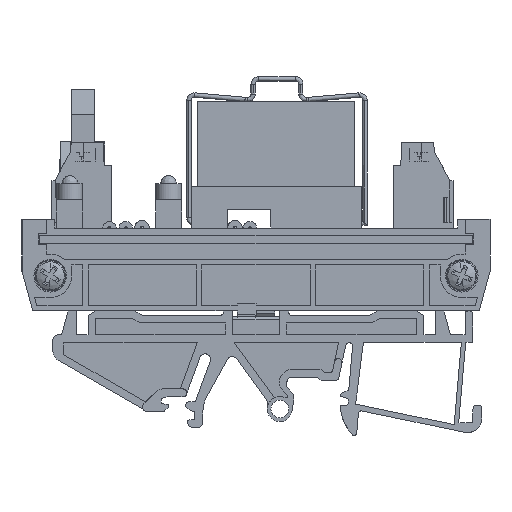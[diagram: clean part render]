
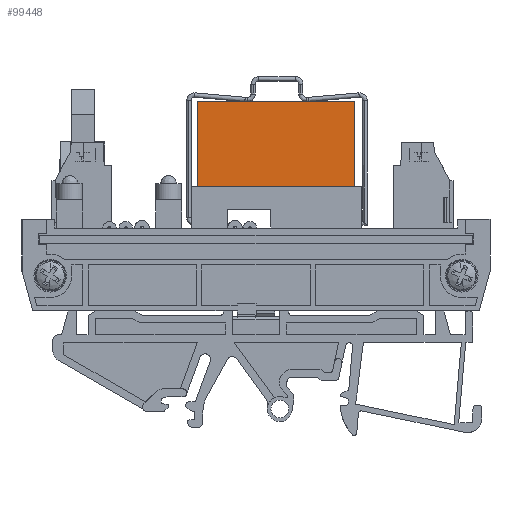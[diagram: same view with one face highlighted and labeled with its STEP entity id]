
A CAD part, left-side view. The second image highlights one B-rep face of the part: STEP entity #99448.
In plain terms, the highlighted planar face has unit normal (-1, 0, 0).
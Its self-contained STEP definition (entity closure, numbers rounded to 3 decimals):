
#99430=AXIS2_PLACEMENT_3D('Plane Axis2P3D',#99427,#99428,#99429) ;
#98298=CARTESIAN_POINT('Vertex',(4.1,53.931,45.952)) ;
#98314=CARTESIAN_POINT('Vertex',(4.1,24.931,45.952)) ;
#98317=CARTESIAN_POINT('Line Origine',(4.1,39.431,45.952)) ;
#99388=CARTESIAN_POINT('Vertex',(4.1,53.931,61.652)) ;
#99391=CARTESIAN_POINT('Line Origine',(4.1,39.431,61.652)) ;
#99395=CARTESIAN_POINT('Vertex',(4.1,24.931,61.652)) ;
#99427=CARTESIAN_POINT('Axis2P3D Location',(4.1,53.931,45.952)) ;
#99432=CARTESIAN_POINT('Line Origine',(4.1,53.931,53.802)) ;
#99437=CARTESIAN_POINT('Line Origine',(4.1,24.931,53.802)) ;
#98318=DIRECTION('Vector Direction',(0.,-1.,0.)) ;
#99392=DIRECTION('Vector Direction',(0.,-1.,0.)) ;
#99428=DIRECTION('Axis2P3D Direction',(-1.,0.,0.)) ;
#99429=DIRECTION('Axis2P3D XDirection',(0.,0.,1.)) ;
#99433=DIRECTION('Vector Direction',(0.,0.,-1.)) ;
#99438=DIRECTION('Vector Direction',(0.,0.,-1.)) ;
#98319=VECTOR('Line Direction',#98318,1.) ;
#99393=VECTOR('Line Direction',#99392,1.) ;
#99434=VECTOR('Line Direction',#99433,1.) ;
#99439=VECTOR('Line Direction',#99438,1.) ;
#99443=ORIENTED_EDGE('',*,*,#99436,.T.) ;
#99444=ORIENTED_EDGE('',*,*,#98321,.T.) ;
#99445=ORIENTED_EDGE('',*,*,#99441,.F.) ;
#99446=ORIENTED_EDGE('',*,*,#99397,.F.) ;
#99448=ADVANCED_FACE('NONE',(#99447),#99431,.T.) ;
#98321=EDGE_CURVE('',#98299,#98315,#98320,.T.) ;
#99397=EDGE_CURVE('',#99389,#99396,#99394,.T.) ;
#99436=EDGE_CURVE('',#99389,#98299,#99435,.T.) ;
#99441=EDGE_CURVE('',#99396,#98315,#99440,.T.) ;
#99442=EDGE_LOOP('',(#99443,#99444,#99445,#99446)) ;
#99447=FACE_OUTER_BOUND('',#99442,.T.) ;
#98320=LINE('Line',#98317,#98319) ;
#99394=LINE('Line',#99391,#99393) ;
#99435=LINE('Line',#99432,#99434) ;
#99440=LINE('Line',#99437,#99439) ;
#99431=PLANE('',#99430) ;
#98299=VERTEX_POINT('',#98298) ;
#98315=VERTEX_POINT('',#98314) ;
#99389=VERTEX_POINT('',#99388) ;
#99396=VERTEX_POINT('',#99395) ;
